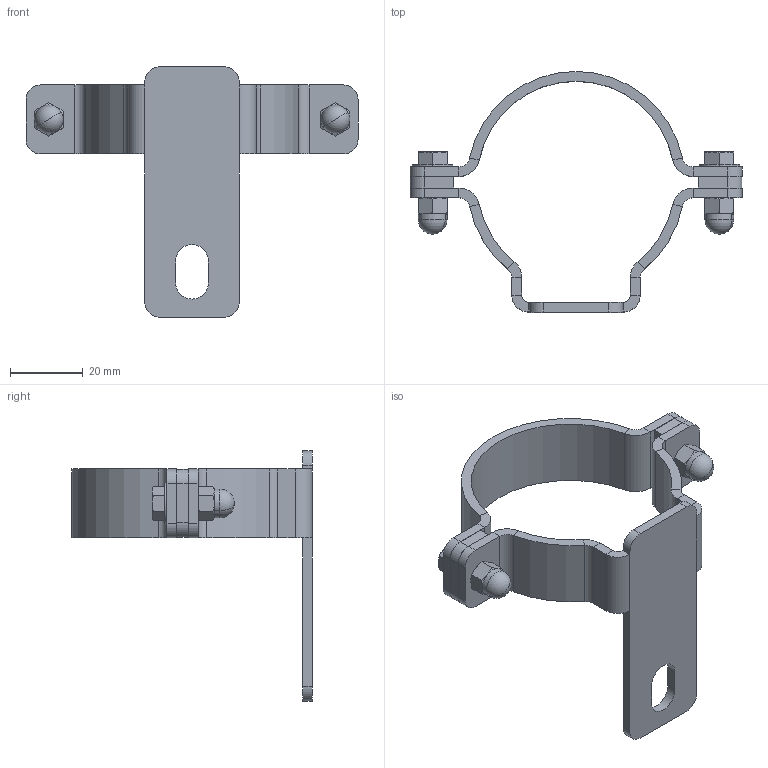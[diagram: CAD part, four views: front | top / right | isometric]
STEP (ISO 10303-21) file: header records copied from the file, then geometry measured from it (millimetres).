
FILE_DESCRIPTION((''),'2;1');
FILE_NAME('202516_ASM','2017-11-10T',('pdmadmin'),('BANNER ENGINEERING'),'CREO PARAMETRIC BY PTC INC, 2016260','CREO PARAMETRIC BY PTC INC, 2016260','');
FILE_SCHEMA(('CONFIG_CONTROL_DESIGN'));
Products named in the file (7): 199781; 200610; 199780; 202057; 202058; 803740_ASM; 202516_ASM
Assembly tree (9 placements, depth 3):
  202516_ASM
    803740_ASM
      199781
      200610  x2
      199780
      202057  x2
      202058  x2
Bounding box: 91.5 x 66.33 x 69 mm (x, y, z)
Volume: 18433.1 mm3; surface area: 17054.7 mm2
Topology: 8 solids, 8 shells, 364 faces, 914 edges, 568 vertices
Faces by surface type: cylinder 180, plane 114, cone 56, bspline 10, sphere 4
Entity records: 19891 total; most frequent: CARTESIAN_POINT 14419, ORIENTED_EDGE 1142, DIRECTION 1054, EDGE_CURVE 571, AXIS2_PLACEMENT_3D 400, VERTEX_POINT 352, VECTOR 254, LINE 254
